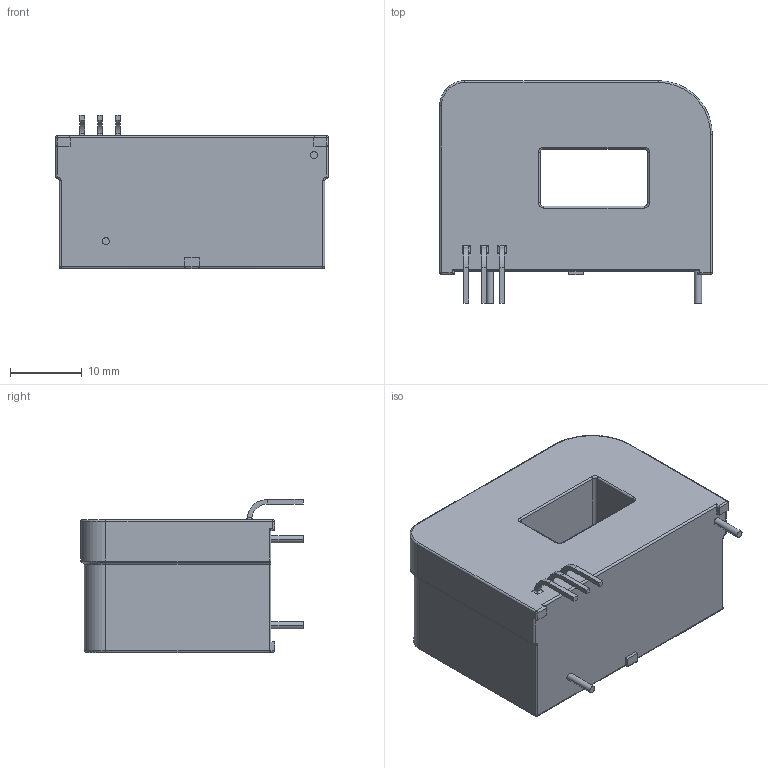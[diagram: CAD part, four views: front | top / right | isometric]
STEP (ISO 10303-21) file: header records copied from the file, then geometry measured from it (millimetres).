
FILE_DESCRIPTION (( 'STEP AP214' ), '1' );
FILE_NAME ('L01Z300S05_current_transducer.STEP', '2024-09-16T22:37:33', ( '' ), ( '' ), 'SwSTEP 2.0', 'SolidWorks 2024', '' );
FILE_SCHEMA (( 'AUTOMOTIVE_DESIGN' ));
Length unit declared in the file: millimetre
Products named in the file (1): L01Z300S05_current_transducer
Bounding box: 38 x 31 x 21.32 mm (x, y, z)
Volume: 15625.1 mm3; surface area: 4895.9 mm2
Topology: 1 solids, 1 shells, 138 faces, 319 edges, 182 vertices
Faces by surface type: cylinder 68, plane 46, torus 18, sphere 6
Entity records: 4185 total; most frequent: CARTESIAN_POINT 724, DIRECTION 673, ORIENTED_EDGE 626, EDGE_CURVE 313, AXIS2_PLACEMENT_3D 251, VERTEX_POINT 182, VECTOR 171, LINE 171
